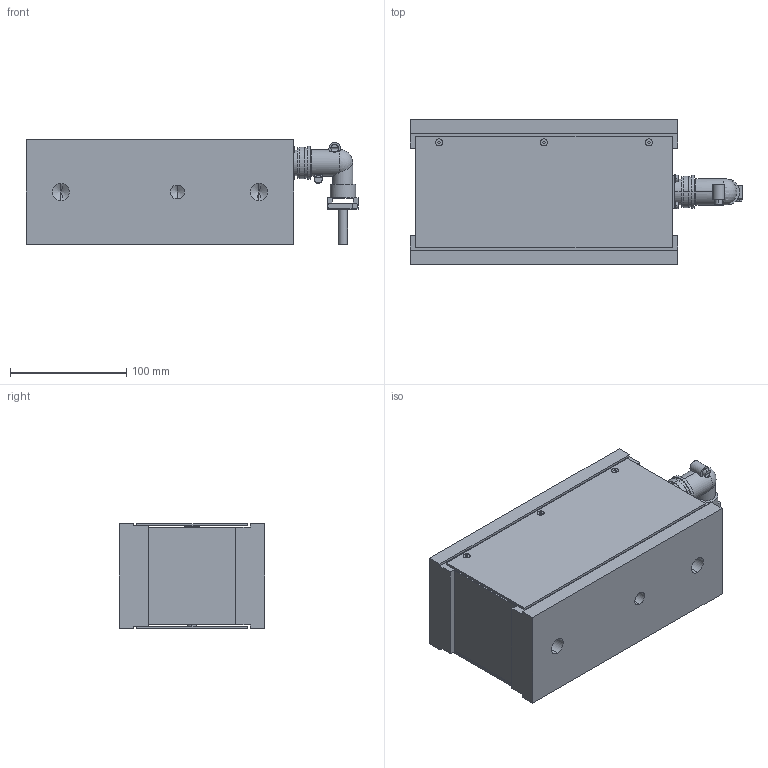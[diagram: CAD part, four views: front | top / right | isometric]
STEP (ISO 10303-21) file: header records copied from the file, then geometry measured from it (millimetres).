
FILE_DESCRIPTION((''),'2;1');
FILE_NAME('50263.stp','2007-08-28T10:06:10',(''),(''),'Mechanical Desktop 2007','Mechanical Desktop 2007',', , ');
FILE_SCHEMA(('CONFIG_CONTROL_DESIGN'));
Length unit declared in the file: millimetre
Products named in the file (13): U50263; U4789304; U47671; TEIL1; SENKSCHRAUBE_I-6KT_M3X8_ROSTF; SENKSCHRAUBE_I-6KT_M3X8_ROSTFA; FEDERRING_M3A; FEDERRING_M3; I-6KT_SCHRAUBE_M3X8A; I-6KT_SCHRAUBE_M3X8; FLANSCHDOSE_WINKEL_AMPH_4-POLIG; TEIL1A; RM_SDB
Assembly tree (26 placements, depth 3):
  U50263
    U4789304
    U47671  x2
      TEIL1
    SENKSCHRAUBE_I-6KT_M3X8_ROSTF  x6
      SENKSCHRAUBE_I-6KT_M3X8_ROSTFA
    FEDERRING_M3A  x4
      FEDERRING_M3
    I-6KT_SCHRAUBE_M3X8A  x4
      I-6KT_SCHRAUBE_M3X8
    FLANSCHDOSE_WINKEL_AMPH_4-POLIG
      TEIL1A
    RM_SDB  x3
Bounding box: 285 x 125 x 90 mm (x, y, z)
Volume: 2481259.6 mm3; surface area: 231137.5 mm2
Topology: 18 solids, 18 shells, 408 faces, 946 edges, 574 vertices
Faces by surface type: cylinder 162, plane 155, cone 82, torus 8, sphere 1
Entity records: 7568 total; most frequent: CARTESIAN_POINT 1404, DIRECTION 1331, ORIENTED_EDGE 1130, EDGE_CURVE 565, AXIS2_PLACEMENT_3D 506, VERTEX_POINT 361, VECTOR 319, LINE 319
